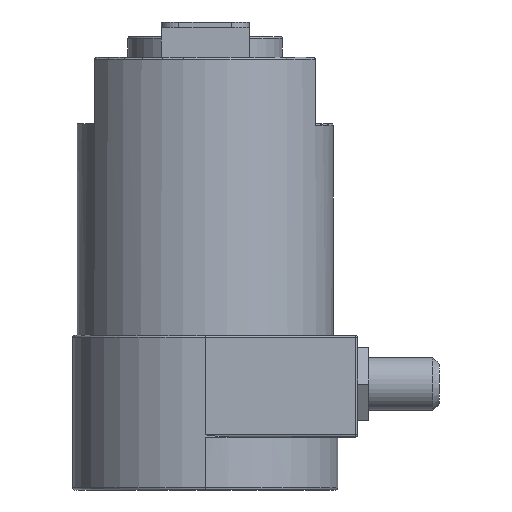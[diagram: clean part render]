
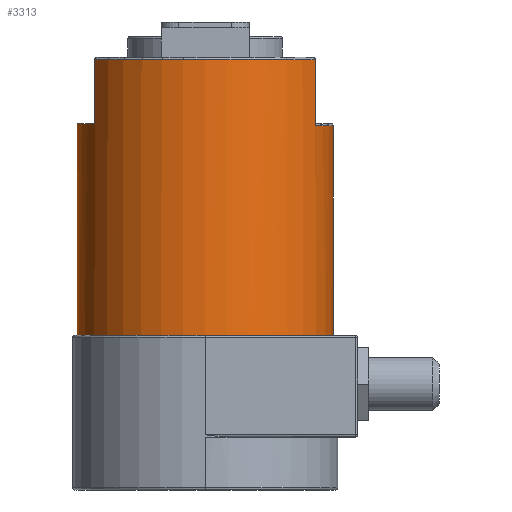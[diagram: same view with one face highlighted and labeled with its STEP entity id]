
A CAD part, left-side view. The second image highlights one B-rep face of the part: STEP entity #3313.
In plain terms, the highlighted cylindrical face has radius 29 mm (diameter 58 mm), a partial arc.
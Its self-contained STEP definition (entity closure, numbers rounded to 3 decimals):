
#171=CARTESIAN_POINT('',(0.,0.,35.));
#172=DIRECTION('',(0.,0.,-1.));
#173=DIRECTION('',(0.,-1.,0.));
#174=AXIS2_PLACEMENT_3D('',#171,#172,#173);
#275=DIRECTION('',(0.,0.,-1.));
#276=VECTOR('',#275,15.);
#277=CARTESIAN_POINT('',(-14.816,-24.93,97.5));
#278=LINE('',#277,#276);
#282=CARTESIAN_POINT('',(0.,0.,82.5));
#283=DIRECTION('',(0.,0.,-1.));
#284=DIRECTION('',(0.,-1.,0.));
#285=AXIS2_PLACEMENT_3D('',#282,#283,#284);
#290=DIRECTION('',(0.,0.,1.));
#291=VECTOR('',#290,47.5);
#292=CARTESIAN_POINT('',(0.,-29.,35.));
#293=LINE('',#292,#291);
#297=DIRECTION('',(0.,0.,1.));
#298=VECTOR('',#297,48.);
#299=CARTESIAN_POINT('',(0.,29.,35.));
#300=LINE('',#299,#298);
#304=CARTESIAN_POINT('',(0.,0.,83.));
#305=DIRECTION('',(0.,0.,-1.));
#306=DIRECTION('',(-0.507,0.862,0.));
#307=AXIS2_PLACEMENT_3D('',#304,#305,#306);
#312=DIRECTION('',(0.,0.,-1.));
#313=VECTOR('',#312,14.5);
#314=CARTESIAN_POINT('',(-14.697,25.,97.5));
#315=LINE('',#314,#313);
#319=CARTESIAN_POINT('',(0.,0.,97.5));
#320=DIRECTION('',(0.,0.,1.));
#321=DIRECTION('',(-0.507,0.862,0.));
#322=AXIS2_PLACEMENT_3D('',#319,#320,#321);
#2682=CARTESIAN_POINT('',(0.,29.,35.));
#2683=CARTESIAN_POINT('',(0.,-29.,35.));
#2684=VERTEX_POINT('',#2682);
#2685=VERTEX_POINT('',#2683);
#2686=CARTESIAN_POINT('',(0.,29.,83.));
#2688=VERTEX_POINT('',#2686);
#2690=CARTESIAN_POINT('',(-14.697,25.,83.));
#2691=VERTEX_POINT('',#2690);
#2916=CARTESIAN_POINT('',(-14.697,25.,97.5));
#2917=VERTEX_POINT('',#2916);
#3084=CARTESIAN_POINT('',(-14.816,-24.93,97.5));
#3085=VERTEX_POINT('',#3084);
#3086=CARTESIAN_POINT('',(-14.816,-24.93,82.5));
#3087=VERTEX_POINT('',#3086);
#3088=CARTESIAN_POINT('',(0.,-29.,82.5));
#3089=VERTEX_POINT('',#3088);
#3294=CARTESIAN_POINT('',(0.,0.,109.55));
#3295=DIRECTION('',(0.,0.,-1.));
#3296=DIRECTION('',(0.,-1.,0.));
#3297=AXIS2_PLACEMENT_3D('',#3294,#3295,#3296);
#3298=CYLINDRICAL_SURFACE('',#3297,29.);
#3300=ORIENTED_EDGE('',*,*,#3299,.T.);
#3301=ORIENTED_EDGE('',*,*,#3279,.F.);
#3302=ORIENTED_EDGE('',*,*,#3268,.F.);
#3303=ORIENTED_EDGE('',*,*,#3245,.T.);
#3304=ORIENTED_EDGE('',*,*,#3265,.T.);
#3306=ORIENTED_EDGE('',*,*,#3305,.F.);
#3308=ORIENTED_EDGE('',*,*,#3307,.F.);
#3310=ORIENTED_EDGE('',*,*,#3309,.T.);
#3311=EDGE_LOOP('',(#3300,#3301,#3302,#3303,#3304,#3306,#3308,#3310));
#3312=FACE_OUTER_BOUND('',#3311,.F.);
#3313=ADVANCED_FACE('',(#3312),#3298,.T.);
#175=CIRCLE('',#174,29.);
#286=CIRCLE('',#285,29.);
#308=CIRCLE('',#307,29.);
#323=CIRCLE('',#322,29.);
#3245=EDGE_CURVE('',#2685,#2684,#175,.T.);
#3265=EDGE_CURVE('',#2684,#2688,#300,.T.);
#3268=EDGE_CURVE('',#2685,#3089,#293,.T.);
#3279=EDGE_CURVE('',#3089,#3087,#286,.T.);
#3299=EDGE_CURVE('',#3085,#3087,#278,.T.);
#3305=EDGE_CURVE('',#2691,#2688,#308,.T.);
#3307=EDGE_CURVE('',#2917,#2691,#315,.T.);
#3309=EDGE_CURVE('',#2917,#3085,#323,.T.);
